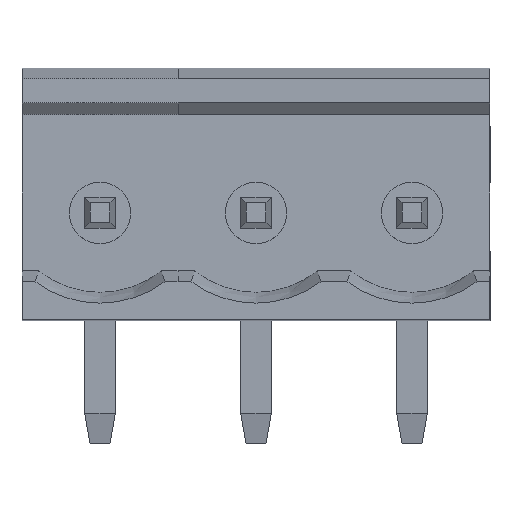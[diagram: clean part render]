
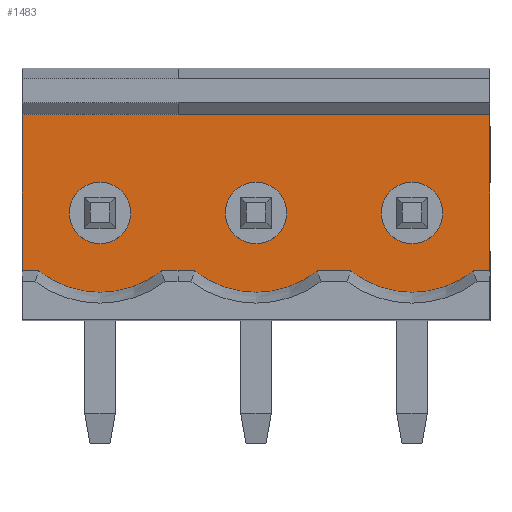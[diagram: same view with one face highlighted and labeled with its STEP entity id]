
A CAD part, top view. The second image highlights one B-rep face of the part: STEP entity #1483.
In plain terms, the highlighted planar face has unit normal (0, 0, 1).
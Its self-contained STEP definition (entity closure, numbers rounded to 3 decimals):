
#30 = FACE_OUTER_BOUND ( 'NONE', #1521, .T. ) ;
#39 = FACE_BOUND ( 'NONE', #1522, .T. ) ;
#41 = AXIS2_PLACEMENT_3D ( 'NONE', #1780, #1781, #1782 ) ;
#43 = FACE_BOUND ( 'NONE', #1516, .T. ) ;
#45 = FACE_BOUND ( 'NONE', #1520, .T. ) ;
#247 = CARTESIAN_POINT ( 'NONE',  ( 11.16, 3.5, 2.25 ) ) ;
#248 = CARTESIAN_POINT ( 'NONE',  ( 9.16, 3.5, 2.25 ) ) ;
#250 = CARTESIAN_POINT ( 'NONE',  ( 1., 3.5, 2.25 ) ) ;
#251 = CARTESIAN_POINT ( 'NONE',  ( -1., 3.5, 2.25 ) ) ;
#252 = CARTESIAN_POINT ( 'NONE',  ( -2.54, 6.7, 2.25 ) ) ;
#253 = CARTESIAN_POINT ( 'NONE',  ( -2.54, 1.6, 2.25 ) ) ;
#254 = CARTESIAN_POINT ( 'NONE',  ( -2., 1.6, 2.25 ) ) ;
#258 = CARTESIAN_POINT ( 'NONE',  ( 6.08, 3.5, 2.25 ) ) ;
#272 = CARTESIAN_POINT ( 'NONE',  ( 4.08, 3.5, 2.25 ) ) ;
#273 = CARTESIAN_POINT ( 'NONE',  ( 3.08, 1.6, 2.25 ) ) ;
#274 = CARTESIAN_POINT ( 'NONE',  ( 8.16, 1.6, 2.25 ) ) ;
#308 = CARTESIAN_POINT ( 'NONE',  ( 12.7, 6.7, 2.25 ) ) ;
#309 = CARTESIAN_POINT ( 'NONE',  ( 12.7, 1.6, 2.25 ) ) ;
#415 = CARTESIAN_POINT ( 'NONE',  ( 2., 1.6, 2.25 ) ) ;
#462 = CARTESIAN_POINT ( 'NONE',  ( 7.08, 1.6, 2.25 ) ) ;
#463 = CARTESIAN_POINT ( 'NONE',  ( 12.16, 1.6, 2.25 ) ) ;
#1428 = EDGE_CURVE ( 'NONE', #4285, #4286, #5090, .T. ) ;
#1444 = EDGE_CURVE ( 'NONE', #4288, #4289, #5094, .T. ) ;
#1483 = ADVANCED_FACE ( 'NONE', ( #39, #30, #43, #45 ), #1779, .F. ) ;
#1516 = EDGE_LOOP ( 'NONE', ( #4661, #4663 ) ) ;
#1520 = EDGE_LOOP ( 'NONE', ( #4660, #4664 ) ) ;
#1521 = EDGE_LOOP ( 'NONE', ( #4649, #4652, #4651, #4653, #4654, #4655, #4656, #4657, #4658, #4659 ) ) ;
#1522 = EDGE_LOOP ( 'NONE', ( #4648, #4650 ) ) ;
#1779 = PLANE ( 'NONE',  #41 ) ;
#1780 = CARTESIAN_POINT ( 'NONE',  ( 2.54, 6.7, 2.25 ) ) ;
#1781 = DIRECTION ( 'NONE',  ( 0., 0., -1. ) ) ;
#1782 = DIRECTION ( 'NONE',  ( -1., 0., 0. ) ) ;
#1972 = CIRCLE ( 'NONE', #2634, 1. ) ;
#2000 = CIRCLE ( 'NONE', #3444, 1. ) ;
#2001 = CIRCLE ( 'NONE', #3447, 3.207 ) ;
#2002 = CIRCLE ( 'NONE', #3449, 3.207 ) ;
#2003 = CIRCLE ( 'NONE', #3451, 3.207 ) ;
#2004 = CIRCLE ( 'NONE', #3453, 1. ) ;
#2005 = CIRCLE ( 'NONE', #3442, 1. ) ;
#2183 = CARTESIAN_POINT ( 'NONE',  ( 5.08, 3.5, 2.25 ) ) ;
#2184 = DIRECTION ( 'NONE',  ( 0., 0., 1. ) ) ;
#2185 = DIRECTION ( 'NONE',  ( -1., 0., 0. ) ) ;
#2634 = AXIS2_PLACEMENT_3D ( 'NONE', #2183, #2184, #2185 ) ;
#3224 = CARTESIAN_POINT ( 'NONE',  ( 5.08, 3.5, 2.25 ) ) ;
#3228 = DIRECTION ( 'NONE',  ( 0., 0., 1. ) ) ;
#3229 = DIRECTION ( 'NONE',  ( -1., 0., 0. ) ) ;
#3230 = CARTESIAN_POINT ( 'NONE',  ( 0., 4.107, 2.25 ) ) ;
#3231 = LINE ( 'NONE', #3232, #3446 ) ;
#3232 = CARTESIAN_POINT ( 'NONE',  ( 2.54, 1.6, 2.25 ) ) ;
#3233 = DIRECTION ( 'NONE',  ( -1., 0., 0. ) ) ;
#3234 = LINE ( 'NONE', #3235, #3448 ) ;
#3235 = CARTESIAN_POINT ( 'NONE',  ( -2.54, 6.7, 2.25 ) ) ;
#3236 = DIRECTION ( 'NONE',  ( 0., -1., 0. ) ) ;
#3237 = DIRECTION ( 'NONE',  ( 0., 0., 1. ) ) ;
#3238 = DIRECTION ( 'NONE',  ( 1., 0., 0. ) ) ;
#3239 = CARTESIAN_POINT ( 'NONE',  ( 5.08, 4.107, 2.25 ) ) ;
#3240 = LINE ( 'NONE', #3241, #3450 ) ;
#3241 = CARTESIAN_POINT ( 'NONE',  ( 2.54, 1.6, 2.25 ) ) ;
#3242 = DIRECTION ( 'NONE',  ( -1., 0., 0. ) ) ;
#3243 = DIRECTION ( 'NONE',  ( 0., 0., 1. ) ) ;
#3244 = DIRECTION ( 'NONE',  ( 1., 0., 0. ) ) ;
#3245 = CARTESIAN_POINT ( 'NONE',  ( 10.16, 4.107, 2.25 ) ) ;
#3246 = LINE ( 'NONE', #3247, #3452 ) ;
#3247 = CARTESIAN_POINT ( 'NONE',  ( 2.54, 1.6, 2.25 ) ) ;
#3248 = DIRECTION ( 'NONE',  ( -1., 0., 0. ) ) ;
#3249 = DIRECTION ( 'NONE',  ( 0., 0., 1. ) ) ;
#3250 = DIRECTION ( 'NONE',  ( 1., 0., 0. ) ) ;
#3251 = CARTESIAN_POINT ( 'NONE',  ( 0., 3.5, 2.25 ) ) ;
#3252 = LINE ( 'NONE', #3253, #3454 ) ;
#3253 = CARTESIAN_POINT ( 'NONE',  ( 2.54, 1.6, 2.25 ) ) ;
#3254 = DIRECTION ( 'NONE',  ( -1., 0., 0. ) ) ;
#3255 = LINE ( 'NONE', #3256, #3455 ) ;
#3256 = CARTESIAN_POINT ( 'NONE',  ( 12.7, 6.7, 2.25 ) ) ;
#3257 = DIRECTION ( 'NONE',  ( 0., -1., 0. ) ) ;
#3258 = LINE ( 'NONE', #3259, #3456 ) ;
#3259 = CARTESIAN_POINT ( 'NONE',  ( 2.54, 6.7, 2.25 ) ) ;
#3260 = DIRECTION ( 'NONE',  ( -1., 0., 0. ) ) ;
#3261 = DIRECTION ( 'NONE',  ( 0., 0., 1. ) ) ;
#3262 = DIRECTION ( 'NONE',  ( -1., 0., 0. ) ) ;
#3263 = CARTESIAN_POINT ( 'NONE',  ( 10.16, 3.5, 2.25 ) ) ;
#3264 = DIRECTION ( 'NONE',  ( 0., 0., 1. ) ) ;
#3265 = DIRECTION ( 'NONE',  ( -1., 0., 0. ) ) ;
#3442 = AXIS2_PLACEMENT_3D ( 'NONE', #3263, #3264, #3265 ) ;
#3444 = AXIS2_PLACEMENT_3D ( 'NONE', #3224, #3228, #3229 ) ;
#3446 = VECTOR ( 'NONE', #3233, 1000. ) ;
#3447 = AXIS2_PLACEMENT_3D ( 'NONE', #3230, #3237, #3238 ) ;
#3448 = VECTOR ( 'NONE', #3236, 1000. ) ;
#3449 = AXIS2_PLACEMENT_3D ( 'NONE', #3239, #3243, #3244 ) ;
#3450 = VECTOR ( 'NONE', #3242, 1000. ) ;
#3451 = AXIS2_PLACEMENT_3D ( 'NONE', #3245, #3249, #3250 ) ;
#3452 = VECTOR ( 'NONE', #3248, 1000. ) ;
#3453 = AXIS2_PLACEMENT_3D ( 'NONE', #3251, #3261, #3262 ) ;
#3454 = VECTOR ( 'NONE', #3254, 1000. ) ;
#3455 = VECTOR ( 'NONE', #3257, 1000. ) ;
#3456 = VECTOR ( 'NONE', #3260, 1000. ) ;
#3951 = CARTESIAN_POINT ( 'NONE',  ( 10.16, 3.5, 2.25 ) ) ;
#3952 = DIRECTION ( 'NONE',  ( 0., 0., 1. ) ) ;
#3953 = DIRECTION ( 'NONE',  ( -1., 0., 0. ) ) ;
#4002 = CARTESIAN_POINT ( 'NONE',  ( 0., 3.5, 2.25 ) ) ;
#4006 = DIRECTION ( 'NONE',  ( 0., 0., 1. ) ) ;
#4007 = DIRECTION ( 'NONE',  ( -1., 0., 0. ) ) ;
#4285 = VERTEX_POINT ( 'NONE', #247 ) ;
#4286 = VERTEX_POINT ( 'NONE', #248 ) ;
#4288 = VERTEX_POINT ( 'NONE', #250 ) ;
#4289 = VERTEX_POINT ( 'NONE', #251 ) ;
#4290 = VERTEX_POINT ( 'NONE', #252 ) ;
#4291 = VERTEX_POINT ( 'NONE', #253 ) ;
#4292 = VERTEX_POINT ( 'NONE', #254 ) ;
#4296 = VERTEX_POINT ( 'NONE', #258 ) ;
#4310 = VERTEX_POINT ( 'NONE', #272 ) ;
#4311 = VERTEX_POINT ( 'NONE', #273 ) ;
#4312 = VERTEX_POINT ( 'NONE', #274 ) ;
#4346 = VERTEX_POINT ( 'NONE', #308 ) ;
#4347 = VERTEX_POINT ( 'NONE', #309 ) ;
#4453 = VERTEX_POINT ( 'NONE', #415 ) ;
#4500 = VERTEX_POINT ( 'NONE', #462 ) ;
#4501 = VERTEX_POINT ( 'NONE', #463 ) ;
#4648 = ORIENTED_EDGE ( 'NONE', *, *, #4933, .F. ) ;
#4649 = ORIENTED_EDGE ( 'NONE', *, *, #4935, .T. ) ;
#4650 = ORIENTED_EDGE ( 'NONE', *, *, #4702, .F. ) ;
#4651 = ORIENTED_EDGE ( 'NONE', *, *, #4936, .T. ) ;
#4652 = ORIENTED_EDGE ( 'NONE', *, *, #4934, .F. ) ;
#4653 = ORIENTED_EDGE ( 'NONE', *, *, #4937, .F. ) ;
#4654 = ORIENTED_EDGE ( 'NONE', *, *, #4938, .T. ) ;
#4655 = ORIENTED_EDGE ( 'NONE', *, *, #4939, .F. ) ;
#4656 = ORIENTED_EDGE ( 'NONE', *, *, #4940, .T. ) ;
#4657 = ORIENTED_EDGE ( 'NONE', *, *, #4941, .F. ) ;
#4658 = ORIENTED_EDGE ( 'NONE', *, *, #4942, .F. ) ;
#4659 = ORIENTED_EDGE ( 'NONE', *, *, #4943, .T. ) ;
#4660 = ORIENTED_EDGE ( 'NONE', *, *, #4945, .F. ) ;
#4661 = ORIENTED_EDGE ( 'NONE', *, *, #4944, .F. ) ;
#4663 = ORIENTED_EDGE ( 'NONE', *, *, #1444, .F. ) ;
#4664 = ORIENTED_EDGE ( 'NONE', *, *, #1428, .F. ) ;
#4702 = EDGE_CURVE ( 'NONE', #4296, #4310, #1972, .T. ) ;
#4933 = EDGE_CURVE ( 'NONE', #4310, #4296, #2000, .T. ) ;
#4934 = EDGE_CURVE ( 'NONE', #4292, #4291, #3231, .T. ) ;
#4935 = EDGE_CURVE ( 'NONE', #4290, #4291, #3234, .T. ) ;
#4936 = EDGE_CURVE ( 'NONE', #4292, #4453, #2001, .T. ) ;
#4937 = EDGE_CURVE ( 'NONE', #4311, #4453, #3240, .T. ) ;
#4938 = EDGE_CURVE ( 'NONE', #4311, #4500, #2002, .T. ) ;
#4939 = EDGE_CURVE ( 'NONE', #4312, #4500, #3246, .T. ) ;
#4940 = EDGE_CURVE ( 'NONE', #4312, #4501, #2003, .T. ) ;
#4941 = EDGE_CURVE ( 'NONE', #4347, #4501, #3252, .T. ) ;
#4942 = EDGE_CURVE ( 'NONE', #4346, #4347, #3255, .T. ) ;
#4943 = EDGE_CURVE ( 'NONE', #4346, #4290, #3258, .T. ) ;
#4944 = EDGE_CURVE ( 'NONE', #4289, #4288, #2004, .T. ) ;
#4945 = EDGE_CURVE ( 'NONE', #4286, #4285, #2005, .T. ) ;
#5090 = CIRCLE ( 'NONE', #5177, 1. ) ;
#5094 = CIRCLE ( 'NONE', #5196, 1. ) ;
#5177 = AXIS2_PLACEMENT_3D ( 'NONE', #3951, #3952, #3953 ) ;
#5196 = AXIS2_PLACEMENT_3D ( 'NONE', #4002, #4006, #4007 ) ;
